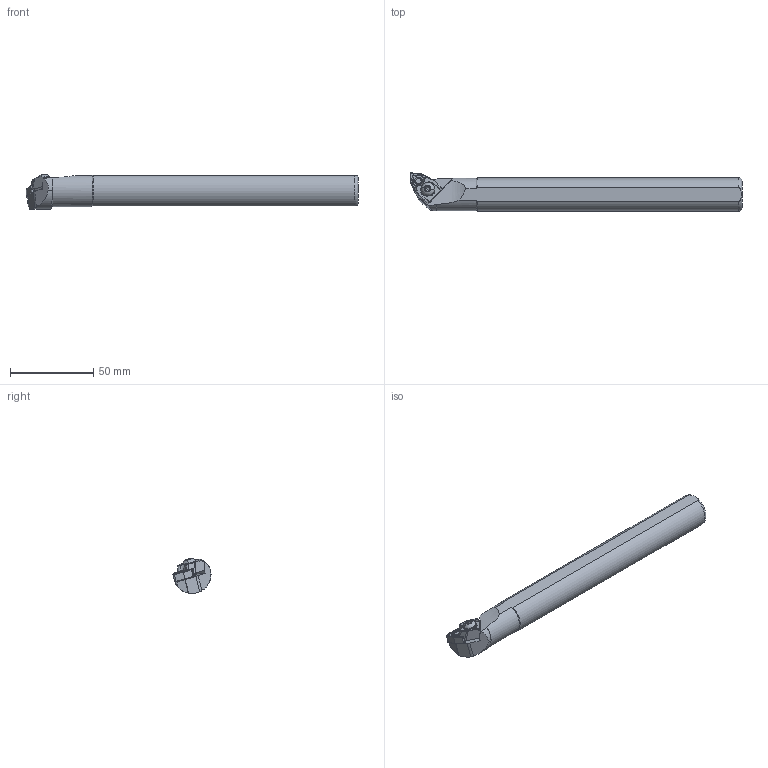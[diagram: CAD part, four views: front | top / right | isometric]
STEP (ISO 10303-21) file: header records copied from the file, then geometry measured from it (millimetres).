
FILE_DESCRIPTION (( 'STEP AP214' ), '1' );
FILE_NAME ('S20R-MWLNL-06-LIGHT.STEP', '2023-10-12T11:26:12', ( '' ), ( '' ), 'SwSTEP 2.0', 'SolidWorks 2018', '' );
FILE_SCHEMA (( 'AUTOMOTIVE_DESIGN' ));
Length unit declared in the file: millimetre
Products named in the file (1): S20R-MWLNL-06-LIGHT
Bounding box: 200 x 23 x 21.05 mm (x, y, z)
Volume: 58454.5 mm3; surface area: 13820.3 mm2
Topology: 2 solids, 2 shells, 264 faces, 670 edges, 416 vertices
Faces by surface type: plane 107, cone 61, cylinder 54, bspline 30, torus 12
Entity records: 13957 total; most frequent: CARTESIAN_POINT 5000, ORIENTED_EDGE 1332, DIRECTION 1144, EDGE_CURVE 666, VERTEX_POINT 416, AXIS2_PLACEMENT_3D 414, VECTOR 316, LINE 316
